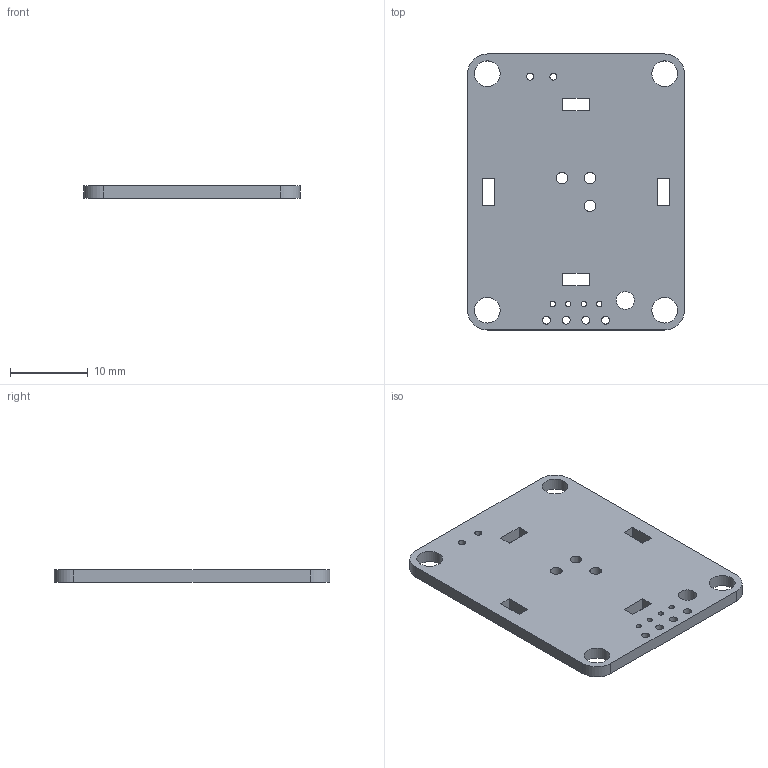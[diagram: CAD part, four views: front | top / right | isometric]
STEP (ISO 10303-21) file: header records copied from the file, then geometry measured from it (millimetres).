
FILE_DESCRIPTION(('KiCad electronic assembly'),'2;1');
FILE_NAME('kicadBoard.step','2022-11-07T04:20:53',('Pcbnew'),('Kicad'), 'Open CASCADE STEP processor 7.6','KiCad to STEP converter','Unknown' );
FILE_SCHEMA(('AUTOMOTIVE_DESIGN { 1 0 10303 214 1 1 1 1 }'));
Length unit declared in the file: millimetre
Products named in the file (2): kicadBoard 1; _autosave-kicadBoard PCB
Assembly tree (1 placements, depth 2):
  kicadBoard 1
    _autosave-kicadBoard PCB
Bounding box: 27.94 x 35.56 x 1.6 mm (x, y, z)
Volume: 1466.4 mm3; surface area: 2237.3 mm2
Topology: 1 solids, 1 shells, 44 faces, 126 edges, 84 vertices
Faces by surface type: plane 22, cylinder 22
Full cylindrical faces by diameter (mm): 0.7 x4, 0.9 x2, 1.016 x4, 1.5 x3, 2.3 x1, 3.302 x4
Entity records: 3227 total; most frequent: DIRECTION 514, CARTESIAN_POINT 508, LINE 290, VECTOR 290, ORIENTED_EDGE 252, PCURVE 252, DEFINITIONAL_REPRESENTATION 252, EDGE_CURVE 126
